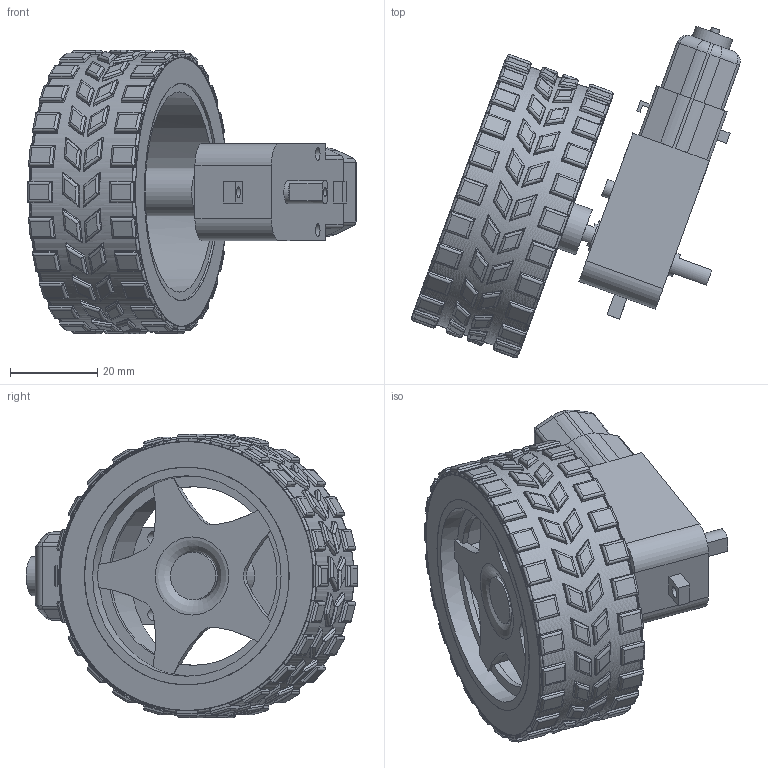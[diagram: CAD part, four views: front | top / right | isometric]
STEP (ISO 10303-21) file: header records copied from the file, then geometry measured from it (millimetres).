
FILE_DESCRIPTION(/* description */ (''),/* implementation_level */ '2;1');
FILE_NAME(/* name */ 'Ensamble de llanta v1.step',/* time_stamp */ '2019-10-17T11:25:24-05:00',/* author */ (''),/* organization */ (''),/* preprocessor_version */ 'ST-DEVELOPER v18',/* originating_system */ 'Autodesk Translation Framework v8.6.0.1094',/* authorisation */ '');
FILE_SCHEMA (('AUTOMOTIVE_DESIGN { 1 0 10303 214 3 1 1 }'));
Length unit declared in the file: millimetre
Products named in the file (4): Ensamble de llanta; Exterior; Interior; 1103
Assembly tree (3 placements, depth 2):
  Ensamble de llanta
    Exterior
    Interior
    1103
Bounding box: 75.36 x 76.12 x 65 mm (x, y, z)
Surface area: 376410.6 mm2
Topology: 26 solids, 26 shells, 1926 faces, 4321 edges, 2607 vertices
Faces by surface type: plane 1262, cylinder 601, torus 54, cone 5, bspline 4
Full cylindrical faces by diameter (mm): 2 x3, 2.5 x1, 3 x2, 4 x1, 5.35 x2, 7.26 x1, 9 x1, 11 x2, 14.25 x1, 46 x2, 47 x48, 47.7 x4, 50 x53, 61 x24, 63 x24
Entity records: 53873 total; most frequent: CARTESIAN_POINT 9843, DIRECTION 9599, ORIENTED_EDGE 8634, EDGE_CURVE 4317, AXIS2_PLACEMENT_3D 3454, LINE 2691, VECTOR 2691, VERTEX_POINT 2607
